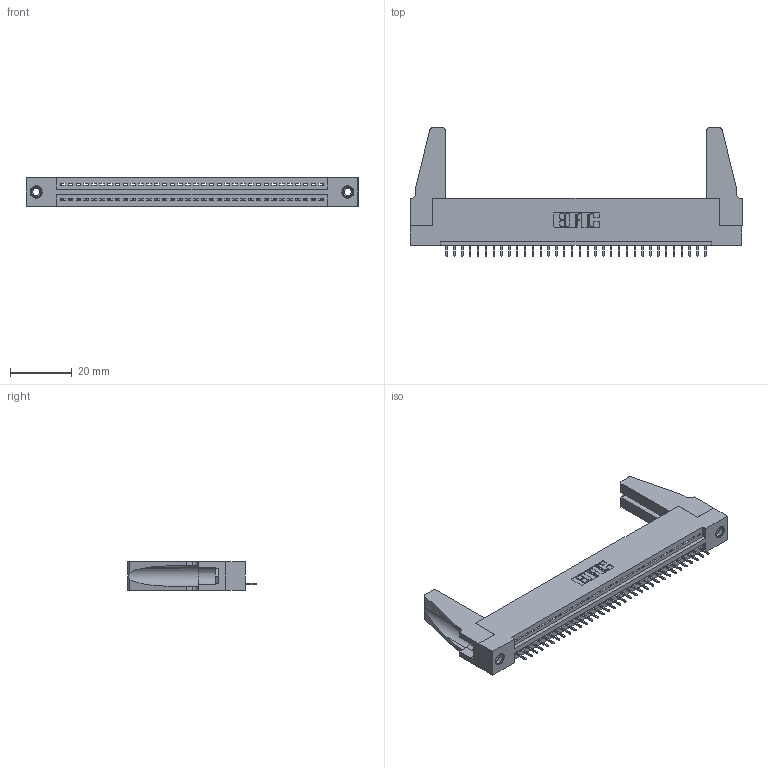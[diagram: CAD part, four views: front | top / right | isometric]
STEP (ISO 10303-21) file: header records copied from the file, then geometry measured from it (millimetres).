
FILE_DESCRIPTION (( 'STEP AP203' ), '1' );
FILE_NAME ('345-034-525-188.STEP', '2020-09-19T15:07:45', ( '' ), ( '' ), 'SwSTEP 2.0', 'SolidWorks 2020', '' );
FILE_SCHEMA (( 'CONFIG_CONTROL_DESIGN' ));
Length unit declared in the file: inch
Products named in the file (5): 345-034-525-188; 345-250-001_345-250-001-102; 345 Part_Flush Mounting Lugs - 0.156 Dia-TH; 345-220-078_345-220-088; 345-292-001_345-293-125
Assembly tree (39 placements, depth 2):
  345-034-525-188
    345 Part_Flush Mounting Lugs - 0.156 Dia-TH
    345-292-001_345-293-125  x34
    345-250-001_345-250-001-102  x2
    345-220-078_345-220-088  x2
Bounding box: 107.59 x 41.58 x 9.4 mm (x, y, z)
Volume: 13267.6 mm3; surface area: 15866.7 mm2
Topology: 39 solids, 39 shells, 2358 faces, 6775 edges, 4370 vertices
Faces by surface type: plane 1716, cylinder 626, cone 12, torus 4
Entity records: 28888 total; most frequent: CARTESIAN_POINT 4992, ORIENTED_EDGE 4920, DIRECTION 4380, EDGE_CURVE 2460, VECTOR 2154, LINE 2154, VERTEX_POINT 1630, AXIS2_PLACEMENT_3D 1113
